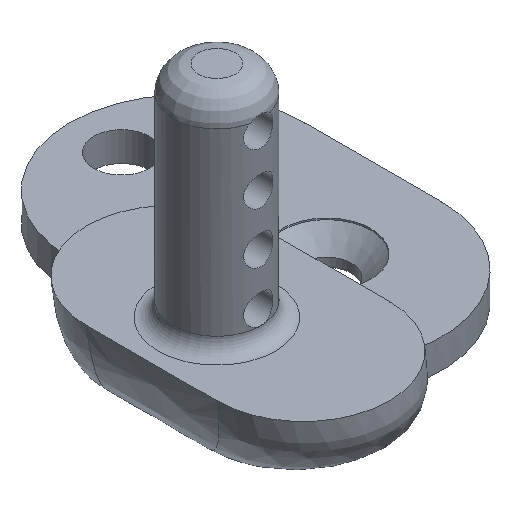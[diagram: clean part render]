
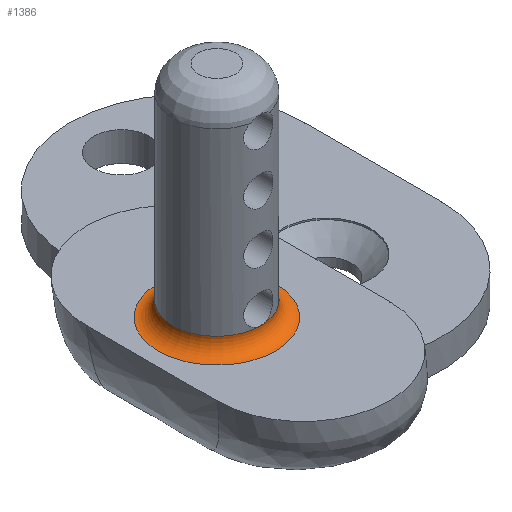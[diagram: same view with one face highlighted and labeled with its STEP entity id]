
A CAD part, isometric view. The second image highlights one B-rep face of the part: STEP entity #1386.
In plain terms, the highlighted toroidal (fillet/blend) face has major radius 4 mm and minor radius 1 mm.
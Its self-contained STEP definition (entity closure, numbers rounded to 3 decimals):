
#1019 = PLANE('',#1020);
#1020 = AXIS2_PLACEMENT_3D('',#1021,#1022,#1023);
#1021 = CARTESIAN_POINT('',(-36.553,-104.488,38.));
#1022 = DIRECTION('',(0.,0.,1.));
#1023 = DIRECTION('',(1.,0.,0.));
#1327 = EDGE_CURVE('',#1328,#1328,#1330,.T.);
#1328 = VERTEX_POINT('',#1329);
#1329 = CARTESIAN_POINT('',(-33.5,-104.,38.));
#1330 = SURFACE_CURVE('',#1331,(#1336,#1347),.PCURVE_S1.);
#1331 = CIRCLE('',#1332,4.);
#1332 = AXIS2_PLACEMENT_3D('',#1333,#1334,#1335);
#1333 = CARTESIAN_POINT('',(-37.5,-104.,38.));
#1334 = DIRECTION('',(0.,0.,-1.));
#1335 = DIRECTION('',(1.,0.,0.));
#1336 = PCURVE('',#1019,#1337);
#1337 = DEFINITIONAL_REPRESENTATION('',(#1338),#1346);
#1338 = ( BOUNDED_CURVE() B_SPLINE_CURVE(2,(#1339,#1340,#1341,#1342,
#1343,#1344,#1345),.UNSPECIFIED.,.T.,.F.) B_SPLINE_CURVE_WITH_KNOTS((1,2
    ,2,2,2,1),(-2.094,0.,2.094,4.189,
6.283,8.378),.UNSPECIFIED.) CURVE() 
GEOMETRIC_REPRESENTATION_ITEM() RATIONAL_B_SPLINE_CURVE((1.,0.5,1.,0.5,
1.,0.5,1.)) REPRESENTATION_ITEM('') );
#1339 = CARTESIAN_POINT('',(3.053,0.488));
#1340 = CARTESIAN_POINT('',(3.053,-6.441));
#1341 = CARTESIAN_POINT('',(-2.947,-2.977));
#1342 = CARTESIAN_POINT('',(-8.947,0.488));
#1343 = CARTESIAN_POINT('',(-2.947,3.952));
#1344 = CARTESIAN_POINT('',(3.053,7.416));
#1345 = CARTESIAN_POINT('',(3.053,0.488));
#1346 = ( GEOMETRIC_REPRESENTATION_CONTEXT(2) 
PARAMETRIC_REPRESENTATION_CONTEXT() REPRESENTATION_CONTEXT('2D SPACE',''
  ) );
#1347 = PCURVE('',#1348,#1353);
#1348 = TOROIDAL_SURFACE('',#1349,4.,1.);
#1349 = AXIS2_PLACEMENT_3D('',#1350,#1351,#1352);
#1350 = CARTESIAN_POINT('',(-37.5,-104.,39.));
#1351 = DIRECTION('',(0.,0.,1.));
#1352 = DIRECTION('',(1.,0.,0.));
#1353 = DEFINITIONAL_REPRESENTATION('',(#1354),#1358);
#1354 = LINE('',#1355,#1356);
#1355 = CARTESIAN_POINT('',(-0.,4.712));
#1356 = VECTOR('',#1357,1.);
#1357 = DIRECTION('',(-1.,0.));
#1358 = ( GEOMETRIC_REPRESENTATION_CONTEXT(2) 
PARAMETRIC_REPRESENTATION_CONTEXT() REPRESENTATION_CONTEXT('2D SPACE',''
  ) );
#1386 = ADVANCED_FACE('',(#1387),#1348,.F.);
#1387 = FACE_BOUND('',#1388,.T.);
#1388 = EDGE_LOOP('',(#1389,#1420,#1444,#1466,#1488,#1489));
#1389 = ORIENTED_EDGE('',*,*,#1390,.T.);
#1390 = EDGE_CURVE('',#1391,#1393,#1395,.T.);
#1391 = VERTEX_POINT('',#1392);
#1392 = CARTESIAN_POINT('',(-34.5,-104.,39.));
#1393 = VERTEX_POINT('',#1394);
#1394 = CARTESIAN_POINT('',(-37.5,-107.,39.));
#1395 = SURFACE_CURVE('',#1396,(#1401,#1408),.PCURVE_S1.);
#1396 = CIRCLE('',#1397,3.);
#1397 = AXIS2_PLACEMENT_3D('',#1398,#1399,#1400);
#1398 = CARTESIAN_POINT('',(-37.5,-104.,39.));
#1399 = DIRECTION('',(0.,0.,-1.));
#1400 = DIRECTION('',(1.,0.,0.));
#1401 = PCURVE('',#1348,#1402);
#1402 = DEFINITIONAL_REPRESENTATION('',(#1403),#1407);
#1403 = LINE('',#1404,#1405);
#1404 = CARTESIAN_POINT('',(-0.,3.142));
#1405 = VECTOR('',#1406,1.);
#1406 = DIRECTION('',(-1.,0.));
#1407 = ( GEOMETRIC_REPRESENTATION_CONTEXT(2) 
PARAMETRIC_REPRESENTATION_CONTEXT() REPRESENTATION_CONTEXT('2D SPACE',''
  ) );
#1408 = PCURVE('',#1409,#1414);
#1409 = CYLINDRICAL_SURFACE('',#1410,3.);
#1410 = AXIS2_PLACEMENT_3D('',#1411,#1412,#1413);
#1411 = CARTESIAN_POINT('',(-37.5,-104.,51.25));
#1412 = DIRECTION('',(-0.,0.,-1.));
#1413 = DIRECTION('',(1.,0.,0.));
#1414 = DEFINITIONAL_REPRESENTATION('',(#1415),#1419);
#1415 = LINE('',#1416,#1417);
#1416 = CARTESIAN_POINT('',(0.,12.25));
#1417 = VECTOR('',#1418,1.);
#1418 = DIRECTION('',(1.,0.));
#1419 = ( GEOMETRIC_REPRESENTATION_CONTEXT(2) 
PARAMETRIC_REPRESENTATION_CONTEXT() REPRESENTATION_CONTEXT('2D SPACE',''
  ) );
#1420 = ORIENTED_EDGE('',*,*,#1421,.T.);
#1421 = EDGE_CURVE('',#1393,#1422,#1424,.T.);
#1422 = VERTEX_POINT('',#1423);
#1423 = CARTESIAN_POINT('',(-37.5,-101.,39.));
#1424 = SURFACE_CURVE('',#1425,(#1430,#1437),.PCURVE_S1.);
#1425 = CIRCLE('',#1426,3.);
#1426 = AXIS2_PLACEMENT_3D('',#1427,#1428,#1429);
#1427 = CARTESIAN_POINT('',(-37.5,-104.,39.));
#1428 = DIRECTION('',(0.,0.,-1.));
#1429 = DIRECTION('',(1.,0.,0.));
#1430 = PCURVE('',#1348,#1431);
#1431 = DEFINITIONAL_REPRESENTATION('',(#1432),#1436);
#1432 = LINE('',#1433,#1434);
#1433 = CARTESIAN_POINT('',(-0.,3.142));
#1434 = VECTOR('',#1435,1.);
#1435 = DIRECTION('',(-1.,0.));
#1436 = ( GEOMETRIC_REPRESENTATION_CONTEXT(2) 
PARAMETRIC_REPRESENTATION_CONTEXT() REPRESENTATION_CONTEXT('2D SPACE',''
  ) );
#1437 = PCURVE('',#1409,#1438);
#1438 = DEFINITIONAL_REPRESENTATION('',(#1439),#1443);
#1439 = LINE('',#1440,#1441);
#1440 = CARTESIAN_POINT('',(0.,12.25));
#1441 = VECTOR('',#1442,1.);
#1442 = DIRECTION('',(1.,0.));
#1443 = ( GEOMETRIC_REPRESENTATION_CONTEXT(2) 
PARAMETRIC_REPRESENTATION_CONTEXT() REPRESENTATION_CONTEXT('2D SPACE',''
  ) );
#1444 = ORIENTED_EDGE('',*,*,#1445,.T.);
#1445 = EDGE_CURVE('',#1422,#1391,#1446,.T.);
#1446 = SURFACE_CURVE('',#1447,(#1452,#1459),.PCURVE_S1.);
#1447 = CIRCLE('',#1448,3.);
#1448 = AXIS2_PLACEMENT_3D('',#1449,#1450,#1451);
#1449 = CARTESIAN_POINT('',(-37.5,-104.,39.));
#1450 = DIRECTION('',(0.,0.,-1.));
#1451 = DIRECTION('',(1.,0.,0.));
#1452 = PCURVE('',#1348,#1453);
#1453 = DEFINITIONAL_REPRESENTATION('',(#1454),#1458);
#1454 = LINE('',#1455,#1456);
#1455 = CARTESIAN_POINT('',(-0.,3.142));
#1456 = VECTOR('',#1457,1.);
#1457 = DIRECTION('',(-1.,0.));
#1458 = ( GEOMETRIC_REPRESENTATION_CONTEXT(2) 
PARAMETRIC_REPRESENTATION_CONTEXT() REPRESENTATION_CONTEXT('2D SPACE',''
  ) );
#1459 = PCURVE('',#1409,#1460);
#1460 = DEFINITIONAL_REPRESENTATION('',(#1461),#1465);
#1461 = LINE('',#1462,#1463);
#1462 = CARTESIAN_POINT('',(0.,12.25));
#1463 = VECTOR('',#1464,1.);
#1464 = DIRECTION('',(1.,0.));
#1465 = ( GEOMETRIC_REPRESENTATION_CONTEXT(2) 
PARAMETRIC_REPRESENTATION_CONTEXT() REPRESENTATION_CONTEXT('2D SPACE',''
  ) );
#1466 = ORIENTED_EDGE('',*,*,#1467,.T.);
#1467 = EDGE_CURVE('',#1391,#1328,#1468,.T.);
#1468 = SEAM_CURVE('',#1469,(#1474,#1481),.PCURVE_S1.);
#1469 = CIRCLE('',#1470,1.);
#1470 = AXIS2_PLACEMENT_3D('',#1471,#1472,#1473);
#1471 = CARTESIAN_POINT('',(-33.5,-104.,39.));
#1472 = DIRECTION('',(0.,-1.,0.));
#1473 = DIRECTION('',(1.,0.,0.));
#1474 = PCURVE('',#1348,#1475);
#1475 = DEFINITIONAL_REPRESENTATION('',(#1476),#1480);
#1476 = LINE('',#1477,#1478);
#1477 = CARTESIAN_POINT('',(-0.,0.));
#1478 = VECTOR('',#1479,1.);
#1479 = DIRECTION('',(-0.,1.));
#1480 = ( GEOMETRIC_REPRESENTATION_CONTEXT(2) 
PARAMETRIC_REPRESENTATION_CONTEXT() REPRESENTATION_CONTEXT('2D SPACE',''
  ) );
#1481 = PCURVE('',#1348,#1482);
#1482 = DEFINITIONAL_REPRESENTATION('',(#1483),#1487);
#1483 = LINE('',#1484,#1485);
#1484 = CARTESIAN_POINT('',(-6.283,0.));
#1485 = VECTOR('',#1486,1.);
#1486 = DIRECTION('',(-0.,1.));
#1487 = ( GEOMETRIC_REPRESENTATION_CONTEXT(2) 
PARAMETRIC_REPRESENTATION_CONTEXT() REPRESENTATION_CONTEXT('2D SPACE',''
  ) );
#1488 = ORIENTED_EDGE('',*,*,#1327,.F.);
#1489 = ORIENTED_EDGE('',*,*,#1467,.F.);
